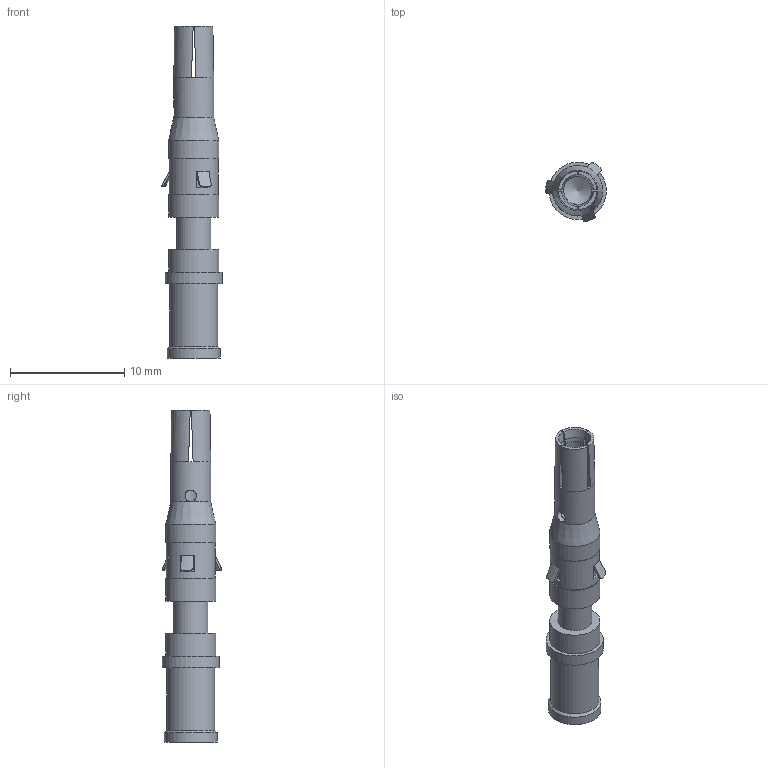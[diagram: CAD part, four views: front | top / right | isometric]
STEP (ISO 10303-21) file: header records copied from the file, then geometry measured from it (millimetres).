
FILE_DESCRIPTION(/* description */ (''),/* implementation_level */ '2;1');
FILE_NAME(/* name */ 'chakong.stp',/* time_stamp */ '2023-08-04T18:58:07+08:00',/* author */ (''),/* organization */ (''),/* preprocessor_version */ 'ST-DEVELOPER v11',/* originating_system */ 'SIEMENS PLM Software NX 7.5',/* authorisation */ '');
FILE_SCHEMA (('CONFIG_CONTROL_DESIGN'));
Length unit declared in the file: millimetre
Products named in the file (1): chak
Bounding box: 5.3 x 5.21 x 29 mm (x, y, z)
Volume: 255 mm3; surface area: 579.2 mm2
Topology: 1 solids, 2 shells, 99 faces, 243 edges, 154 vertices
Faces by surface type: plane 49, cylinder 23, bspline 22, cone 5
Full cylindrical faces by diameter (mm): 1 x1, 2.55 x1, 3 x1, 3.2 x1, 3.5 x1, 4.2 x1, 4.4 x3, 4.6 x1, 5 x1
Entity records: 5058 total; most frequent: CARTESIAN_POINT 2884, ORIENTED_EDGE 434, DIRECTION 394, EDGE_CURVE 217, AXIS2_PLACEMENT_3D 150, VERTEX_POINT 146, EDGE_LOOP 123, ADVANCED_FACE 98
